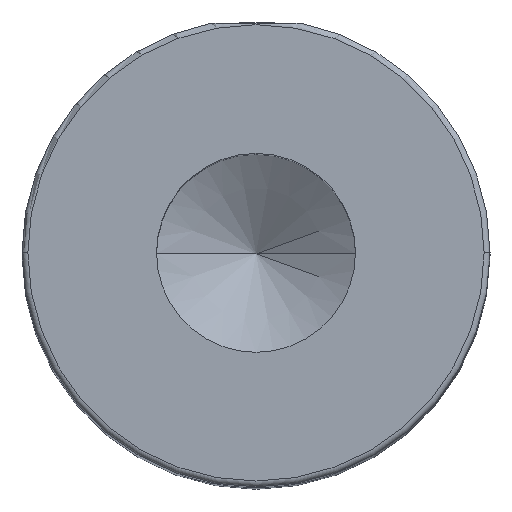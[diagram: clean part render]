
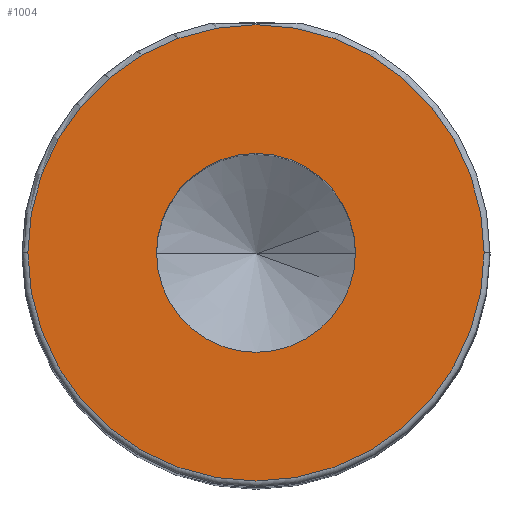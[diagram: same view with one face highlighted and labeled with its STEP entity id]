
A CAD part, top view. The second image highlights one B-rep face of the part: STEP entity #1004.
In plain terms, the highlighted planar face has unit normal (0, 0, 1).
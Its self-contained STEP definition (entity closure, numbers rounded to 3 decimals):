
#32 = EDGE_CURVE ( 'NONE', #1143, #1090, #132, .T. ) ;
#54 = DIRECTION ( 'NONE',  ( 1., 0., 0. ) ) ;
#64 = CARTESIAN_POINT ( 'NONE',  ( 0., 0., 25. ) ) ;
#90 = DIRECTION ( 'NONE',  ( 1., 0., 0. ) ) ;
#112 = EDGE_CURVE ( 'NONE', #656, #287, #622, .T. ) ;
#119 = ORIENTED_EDGE ( 'NONE', *, *, #112, .T. ) ;
#132 = CIRCLE ( 'NONE', #694, 3.4 ) ;
#149 = CARTESIAN_POINT ( 'NONE',  ( 0., 0., 25. ) ) ;
#152 = CARTESIAN_POINT ( 'NONE',  ( 0., 0., 25. ) ) ;
#168 = DIRECTION ( 'NONE',  ( 1., 0., 0. ) ) ;
#208 = ORIENTED_EDGE ( 'NONE', *, *, #722, .F. ) ;
#255 = DIRECTION ( 'NONE',  ( 1., 0., 0. ) ) ;
#259 = DIRECTION ( 'NONE',  ( 1., 0., 0. ) ) ;
#282 = EDGE_LOOP ( 'NONE', ( #119, #1087 ) ) ;
#287 = VERTEX_POINT ( 'NONE', #1281 ) ;
#302 = CARTESIAN_POINT ( 'NONE',  ( 3.4, 0., 25. ) ) ;
#354 = AXIS2_PLACEMENT_3D ( 'NONE', #152, #874, #259 ) ;
#405 = CIRCLE ( 'NONE', #504, 7.8 ) ;
#408 = AXIS2_PLACEMENT_3D ( 'NONE', #1216, #810, #90 ) ;
#472 = EDGE_LOOP ( 'NONE', ( #208, #1319 ) ) ;
#504 = AXIS2_PLACEMENT_3D ( 'NONE', #1276, #674, #54 ) ;
#579 = AXIS2_PLACEMENT_3D ( 'NONE', #64, #785, #168 ) ;
#622 = CIRCLE ( 'NONE', #579, 7.8 ) ;
#656 = VERTEX_POINT ( 'NONE', #1160 ) ;
#674 = DIRECTION ( 'NONE',  ( 0., 0., 1. ) ) ;
#694 = AXIS2_PLACEMENT_3D ( 'NONE', #149, #871, #255 ) ;
#708 = PLANE ( 'NONE',  #408 ) ;
#722 = EDGE_CURVE ( 'NONE', #1090, #1143, #1222, .T. ) ;
#724 = FACE_BOUND ( 'NONE', #472, .T. ) ;
#732 = EDGE_CURVE ( 'NONE', #287, #656, #405, .T. ) ;
#785 = DIRECTION ( 'NONE',  ( 0., 0., 1. ) ) ;
#810 = DIRECTION ( 'NONE',  ( 0., 0., 1. ) ) ;
#871 = DIRECTION ( 'NONE',  ( 0., 0., 1. ) ) ;
#874 = DIRECTION ( 'NONE',  ( 0., 0., 1. ) ) ;
#1004 = ADVANCED_FACE ( 'NONE', ( #724, #1228 ), #708, .T. ) ;
#1087 = ORIENTED_EDGE ( 'NONE', *, *, #732, .T. ) ;
#1090 = VERTEX_POINT ( 'NONE', #302 ) ;
#1143 = VERTEX_POINT ( 'NONE', #1248 ) ;
#1160 = CARTESIAN_POINT ( 'NONE',  ( 7.8, 0., 25. ) ) ;
#1216 = CARTESIAN_POINT ( 'NONE',  ( 0., 0., 25. ) ) ;
#1222 = CIRCLE ( 'NONE', #354, 3.4 ) ;
#1228 = FACE_OUTER_BOUND ( 'NONE', #282, .T. ) ;
#1248 = CARTESIAN_POINT ( 'NONE',  ( -3.4, 0., 25. ) ) ;
#1276 = CARTESIAN_POINT ( 'NONE',  ( 0., 0., 25. ) ) ;
#1281 = CARTESIAN_POINT ( 'NONE',  ( -7.8, 0., 25. ) ) ;
#1319 = ORIENTED_EDGE ( 'NONE', *, *, #32, .F. ) ;
